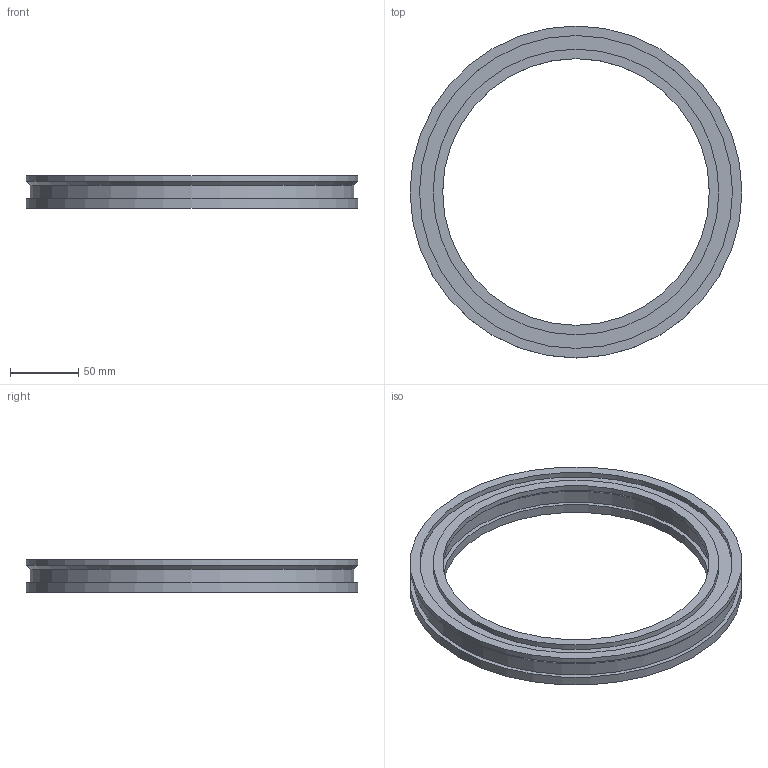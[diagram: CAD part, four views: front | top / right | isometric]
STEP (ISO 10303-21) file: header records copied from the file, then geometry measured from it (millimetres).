
FILE_DESCRIPTION(('STEP AP214'), '1');
FILE_NAME('Rail_360-grad (V2)', '', ('UNSPECIFIED'), ('UNSPECIFIED'), 'C3D Converter', 'C3D Toolkit', '');
FILE_SCHEMA(('AUTOMOTIVE_DESIGN { 1 0 10303 214 3 1 1}'));
Length unit declared in the file: millimetre
Bounding box: 244 x 244 x 24 mm (x, y, z)
Volume: 295121.2 mm3; surface area: 83273.4 mm2
Topology: 1 solids, 1 shells, 20 faces, 32 edges, 20 vertices
Faces by surface type: cylinder 10, plane 8, cone 2
Full cylindrical faces by diameter (mm): 196 x2, 202 x1, 210 x2, 230 x2, 238 x1, 244 x2
Entity records: 448 total; most frequent: DIRECTION 82, CARTESIAN_POINT 61, AXIS2_PLACEMENT_3D 41, EDGE_LOOP 40, ORIENTED_EDGE 40, FACE_OUTER_BOUND 24, ADVANCED_FACE 20, EDGE_CURVE 20
